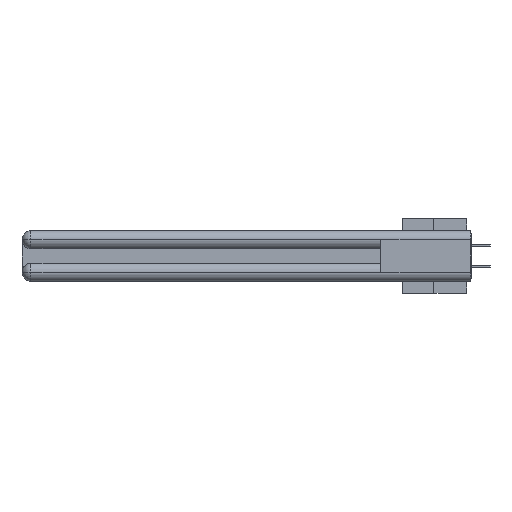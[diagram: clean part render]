
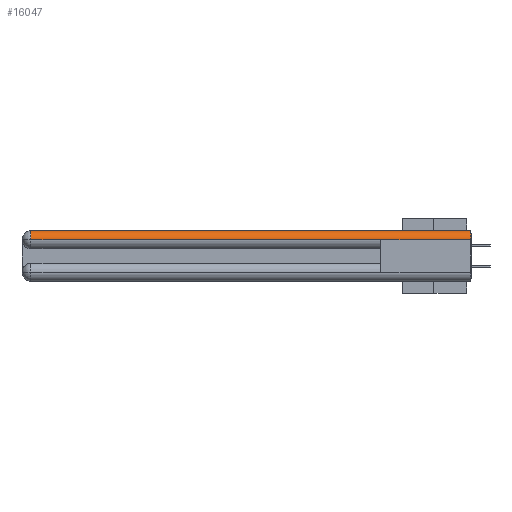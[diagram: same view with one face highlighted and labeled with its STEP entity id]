
A CAD part, left-side view. The second image highlights one B-rep face of the part: STEP entity #16047.
In plain terms, the highlighted cylindrical face has radius 1.562 mm (diameter 3.124 mm), a partial arc.
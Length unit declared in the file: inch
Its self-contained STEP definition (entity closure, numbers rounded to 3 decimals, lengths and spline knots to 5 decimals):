
#1122 = LINE ( 'NONE', #7843, #34200 ) ;
#2348 = CARTESIAN_POINT ( 'NONE',  ( 0., 0.6, -0.0615 ) ) ;
#2786 = DIRECTION ( 'NONE',  ( 0., 1., 0. ) ) ;
#3144 = VERTEX_POINT ( 'NONE', #2348 ) ;
#5602 = ORIENTED_EDGE ( 'NONE', *, *, #18634, .F. ) ;
#5813 = EDGE_CURVE ( 'NONE', #23427, #3144, #1122, .T. ) ;
#7843 = CARTESIAN_POINT ( 'NONE',  ( 0., 3., -0.0615 ) ) ;
#9858 = CARTESIAN_POINT ( 'NONE',  ( 0.0615, 0., 0. ) ) ;
#11208 = DIRECTION ( 'NONE',  ( 0., 0., 1. ) ) ;
#11471 = CARTESIAN_POINT ( 'NONE',  ( 0.0615, 0., 0. ) ) ;
#12273 = CARTESIAN_POINT ( 'NONE',  ( 0., 3., -0.0615 ) ) ;
#12904 = ORIENTED_EDGE ( 'NONE', *, *, #14537, .F. ) ;
#13966 = VERTEX_POINT ( 'NONE', #20040 ) ;
#14537 = EDGE_CURVE ( 'NONE', #37870, #18534, #33684, .T. ) ;
#14774 = EDGE_CURVE ( 'NONE', #18534, #13966, #28246, .T. ) ;
#15384 = CARTESIAN_POINT ( 'NONE',  ( 0.0615, 0., -0.0615 ) ) ;
#15511 = DIRECTION ( 'NONE',  ( 1., 0., 0. ) ) ;
#15682 = DIRECTION ( 'NONE',  ( 0., 1., 0. ) ) ;
#16047 = ADVANCED_FACE ( 'NONE', ( #20909 ), #28135, .T. ) ;
#16446 = AXIS2_PLACEMENT_3D ( 'NONE', #15384, #2786, #37049 ) ;
#18534 = VERTEX_POINT ( 'NONE', #11471 ) ;
#18634 = EDGE_CURVE ( 'NONE', #13966, #3144, #38862, .T. ) ;
#19270 = CIRCLE ( 'NONE', #28214, 0.0615 ) ;
#19804 = AXIS2_PLACEMENT_3D ( 'NONE', #34165, #37305, #15511 ) ;
#20040 = CARTESIAN_POINT ( 'NONE',  ( 0., 0., -0.0615 ) ) ;
#20307 = CARTESIAN_POINT ( 'NONE',  ( 0., 2.94, -0.0615 ) ) ;
#20748 = DIRECTION ( 'NONE',  ( 0., -1., 0. ) ) ;
#20909 = FACE_OUTER_BOUND ( 'NONE', #29639, .T. ) ;
#21862 = ORIENTED_EDGE ( 'NONE', *, *, #5813, .T. ) ;
#23427 = VERTEX_POINT ( 'NONE', #20307 ) ;
#23717 = CARTESIAN_POINT ( 'NONE',  ( 0.0615, 2.94, 0. ) ) ;
#23818 = DIRECTION ( 'NONE',  ( 0., -1., 0. ) ) ;
#24716 = VECTOR ( 'NONE', #15682, 39.37008 ) ;
#26362 = VECTOR ( 'NONE', #34749, 39.37008 ) ;
#28135 = CYLINDRICAL_SURFACE ( 'NONE', #16446, 0.0615 ) ;
#28214 = AXIS2_PLACEMENT_3D ( 'NONE', #33526, #23818, #11208 ) ;
#28246 = CIRCLE ( 'NONE', #19804, 0.0615 ) ;
#29639 = EDGE_LOOP ( 'NONE', ( #12904, #31186, #21862, #5602, #36111 ) ) ;
#31186 = ORIENTED_EDGE ( 'NONE', *, *, #34893, .T. ) ;
#33526 = CARTESIAN_POINT ( 'NONE',  ( 0.0615, 2.94, -0.0615 ) ) ;
#33684 = LINE ( 'NONE', #9858, #26362 ) ;
#34165 = CARTESIAN_POINT ( 'NONE',  ( 0.0615, 0., -0.0615 ) ) ;
#34200 = VECTOR ( 'NONE', #20748, 39.37008 ) ;
#34749 = DIRECTION ( 'NONE',  ( 0., -1., 0. ) ) ;
#34893 = EDGE_CURVE ( 'NONE', #37870, #23427, #19270, .T. ) ;
#36111 = ORIENTED_EDGE ( 'NONE', *, *, #14774, .F. ) ;
#37049 = DIRECTION ( 'NONE',  ( 0., 0., 1. ) ) ;
#37305 = DIRECTION ( 'NONE',  ( 0., -1., 0. ) ) ;
#37870 = VERTEX_POINT ( 'NONE', #23717 ) ;
#38862 = LINE ( 'NONE', #12273, #24716 ) ;
